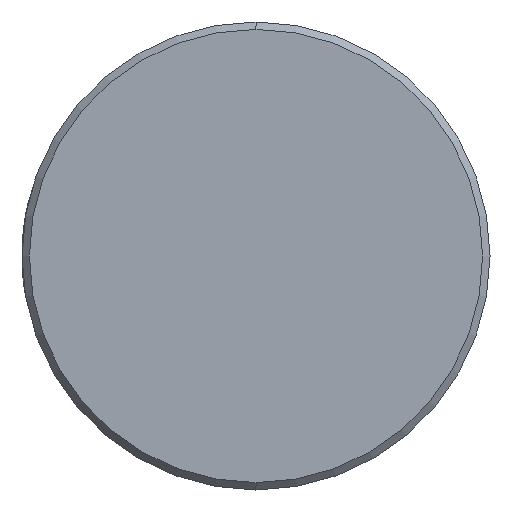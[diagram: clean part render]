
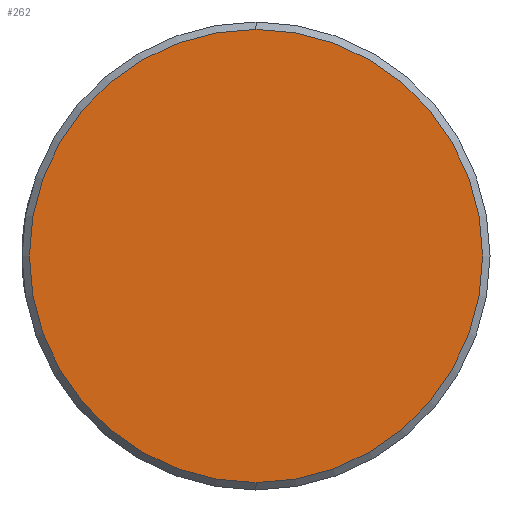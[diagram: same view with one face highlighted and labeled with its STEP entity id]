
A CAD part, left-side view. The second image highlights one B-rep face of the part: STEP entity #262.
In plain terms, the highlighted planar face has unit normal (-1, 0, 0).
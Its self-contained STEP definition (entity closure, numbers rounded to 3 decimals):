
#21 = CIRCLE ( 'NONE', #169, 9.2 ) ;
#35 = VERTEX_POINT ( 'NONE', #161 ) ;
#50 = ORIENTED_EDGE ( 'NONE', *, *, #543, .T. ) ;
#100 = DIRECTION ( 'NONE',  ( 0., 0., 1. ) ) ;
#112 = DIRECTION ( 'NONE',  ( -1., 0., 0. ) ) ;
#118 = CARTESIAN_POINT ( 'NONE',  ( -5., 0., 0. ) ) ;
#161 = CARTESIAN_POINT ( 'NONE',  ( -5., 0., 9.2 ) ) ;
#169 = AXIS2_PLACEMENT_3D ( 'NONE', #1001, #423, #1103 ) ;
#242 = VERTEX_POINT ( 'NONE', #1002 ) ;
#262 = ADVANCED_FACE ( 'NONE', ( #1205 ), #445, .T. ) ;
#318 = DIRECTION ( 'NONE',  ( 0., 0., 1. ) ) ;
#341 = DIRECTION ( 'NONE',  ( -1., 0., 0. ) ) ;
#379 = AXIS2_PLACEMENT_3D ( 'NONE', #118, #112, #100 ) ;
#423 = DIRECTION ( 'NONE',  ( -1., 0., 0. ) ) ;
#445 = PLANE ( 'NONE',  #1266 ) ;
#543 = EDGE_CURVE ( 'NONE', #35, #242, #751, .T. ) ;
#751 = CIRCLE ( 'NONE', #379, 9.2 ) ;
#766 = EDGE_LOOP ( 'NONE', ( #1280, #50 ) ) ;
#825 = CARTESIAN_POINT ( 'NONE',  ( -5., 0., 0. ) ) ;
#1001 = CARTESIAN_POINT ( 'NONE',  ( -5., 0., 0. ) ) ;
#1002 = CARTESIAN_POINT ( 'NONE',  ( -5., 0., -9.2 ) ) ;
#1006 = EDGE_CURVE ( 'NONE', #242, #35, #21, .T. ) ;
#1103 = DIRECTION ( 'NONE',  ( 0., 0., 1. ) ) ;
#1205 = FACE_OUTER_BOUND ( 'NONE', #766, .T. ) ;
#1266 = AXIS2_PLACEMENT_3D ( 'NONE', #825, #341, #318 ) ;
#1280 = ORIENTED_EDGE ( 'NONE', *, *, #1006, .T. ) ;
